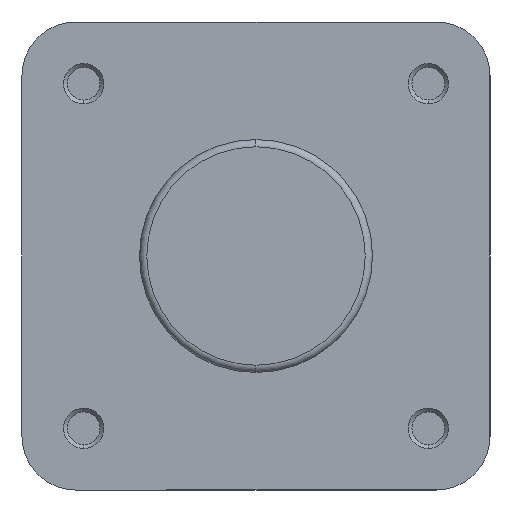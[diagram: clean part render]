
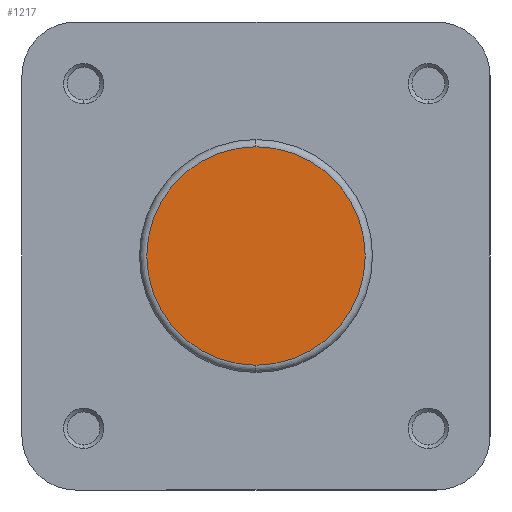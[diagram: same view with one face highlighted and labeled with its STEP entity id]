
A CAD part, left-side view. The second image highlights one B-rep face of the part: STEP entity #1217.
In plain terms, the highlighted planar face has unit normal (-1, 0, 0).
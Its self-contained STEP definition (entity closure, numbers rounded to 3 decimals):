
#91 = EDGE_LOOP ( 'NONE', ( #1014, #1015 ) ) ;
#358 = VERTEX_POINT ( 'NONE', #473 ) ;
#423 = VERTEX_POINT ( 'NONE', #3037 ) ;
#473 = CARTESIAN_POINT ( 'NONE',  ( 0., 0., 22.4 ) ) ;
#1014 = ORIENTED_EDGE ( 'NONE', *, *, #5876, .T. ) ;
#1015 = ORIENTED_EDGE ( 'NONE', *, *, #5842, .T. ) ;
#1217 = ADVANCED_FACE ( 'NONE', ( #4381 ), #4897, .F. ) ;
#2818 = AXIS2_PLACEMENT_3D ( 'NONE', #4904, #4913, #4914 ) ;
#2941 = AXIS2_PLACEMENT_3D ( 'NONE', #5474, #5475, #5476 ) ;
#2955 = AXIS2_PLACEMENT_3D ( 'NONE', #5551, #5558, #5559 ) ;
#3037 = CARTESIAN_POINT ( 'NONE',  ( 0., 0., -22.4 ) ) ;
#4381 = FACE_OUTER_BOUND ( 'NONE', #91, .T. ) ;
#4684 = CIRCLE ( 'NONE', #2941, 22.4 ) ;
#4735 = CIRCLE ( 'NONE', #2955, 22.4 ) ;
#4897 = PLANE ( 'NONE',  #2818 ) ;
#4904 = CARTESIAN_POINT ( 'NONE',  ( 0., 23.9, 0. ) ) ;
#4913 = DIRECTION ( 'NONE',  ( 1., 0., 0. ) ) ;
#4914 = DIRECTION ( 'NONE',  ( 0., 0., -1. ) ) ;
#5474 = CARTESIAN_POINT ( 'NONE',  ( 0., 0., 0. ) ) ;
#5475 = DIRECTION ( 'NONE',  ( -1., 0., 0. ) ) ;
#5476 = DIRECTION ( 'NONE',  ( 0., 0., -1. ) ) ;
#5551 = CARTESIAN_POINT ( 'NONE',  ( 0., 0., 0. ) ) ;
#5558 = DIRECTION ( 'NONE',  ( -1., 0., 0. ) ) ;
#5559 = DIRECTION ( 'NONE',  ( 0., 0., -1. ) ) ;
#5842 = EDGE_CURVE ( 'NONE', #358, #423, #4684, .T. ) ;
#5876 = EDGE_CURVE ( 'NONE', #423, #358, #4735, .T. ) ;
